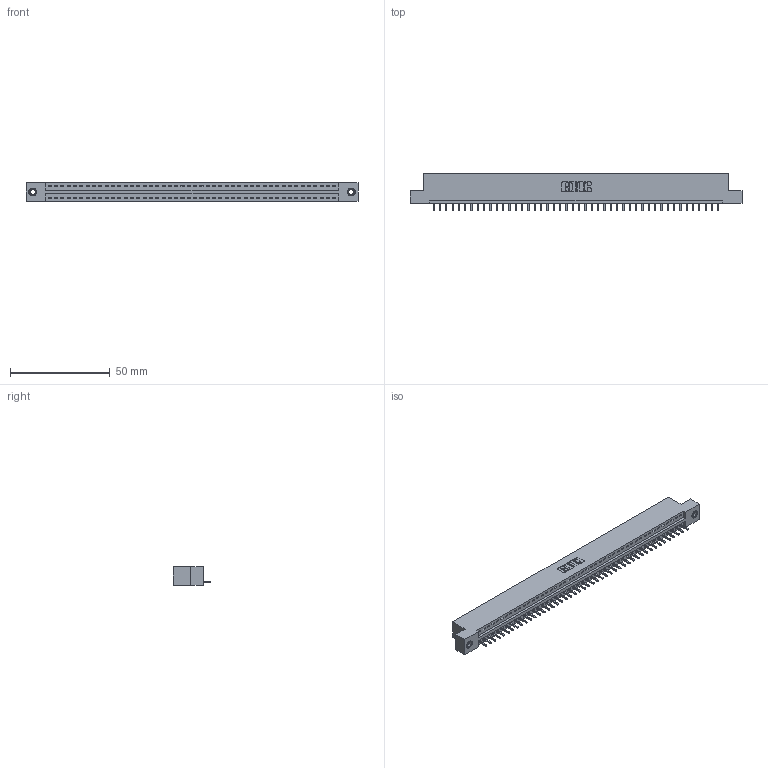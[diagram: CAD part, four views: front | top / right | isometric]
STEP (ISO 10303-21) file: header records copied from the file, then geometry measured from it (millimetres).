
FILE_DESCRIPTION (( 'STEP AP203' ), '1' );
FILE_NAME ('396-046-521-107.STEP', '2019-10-28T03:09:28', ( '' ), ( '' ), 'SwSTEP 2.0', 'SolidWorks 2016', '' );
FILE_SCHEMA (( 'CONFIG_CONTROL_DESIGN' ));
Length unit declared in the file: inch
Products named in the file (4): 345-292-001_345-293-121; 346 Part_Flush Mounting Lugs - 0.156 Dia-TI; 345-250-001_345-250-005-103; 396-046-521-107
Assembly tree (49 placements, depth 2):
  396-046-521-107
    346 Part_Flush Mounting Lugs - 0.156 Dia-TI
    345-292-001_345-293-121  x46
    345-250-001_345-250-005-103  x2
Bounding box: 166.62 x 19.05 x 9.4 mm (x, y, z)
Volume: 15832.8 mm3; surface area: 19346.2 mm2
Topology: 49 solids, 49 shells, 2850 faces, 8561 edges, 5638 vertices
Faces by surface type: plane 1948, cylinder 886, cone 12, torus 4
Entity records: 29214 total; most frequent: CARTESIAN_POINT 4989, ORIENTED_EDGE 4962, DIRECTION 4423, EDGE_CURVE 2481, LINE 2145, VECTOR 2145, VERTEX_POINT 1648, AXIS2_PLACEMENT_3D 1139
